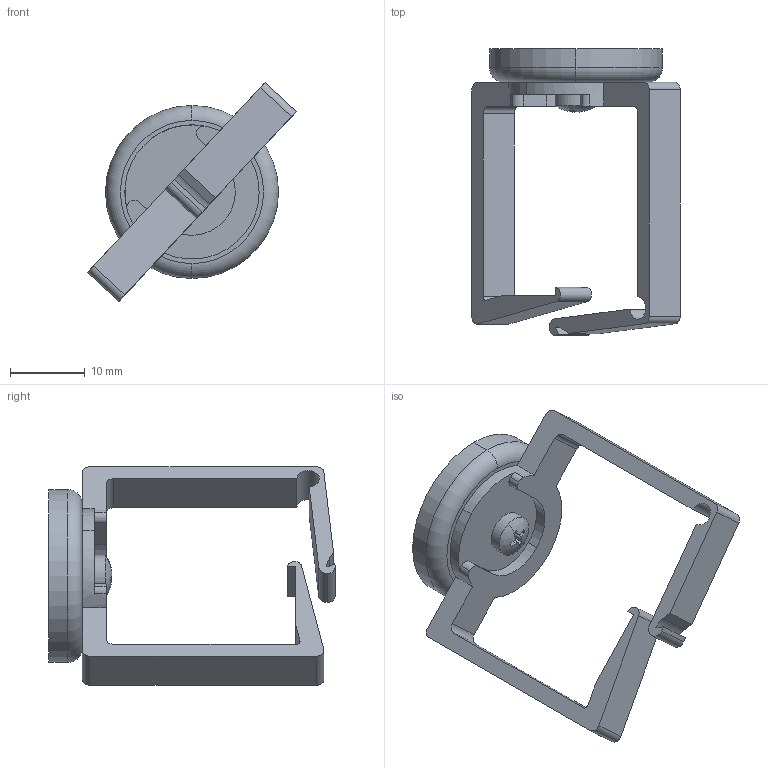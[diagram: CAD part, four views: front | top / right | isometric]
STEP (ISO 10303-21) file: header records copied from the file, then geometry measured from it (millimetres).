
FILE_DESCRIPTION (( 'STEP AP203' ), '1' );
FILE_NAME ('WCH125-MAG26.STEP', '2024-11-28T05:26:47', ( '' ), ( '' ), 'SwSTEP 2.0', 'SolidWorks 2021', '' );
FILE_SCHEMA (( 'CONFIG_CONTROL_DESIGN' ));
Length unit declared in the file: millimetre
Products named in the file (8): 000.102.T01.01.A2-窪遠欬沺璃.STEP; hex nuts, style 1-grades ab gb_GB_FASTENER_NUT_SNAB1 M3-N; 000.102.T01.03.A0-垫圈.STEP; WCH125-MAG26; 000.102.T01.02.A0-窪遠欬棠沺.STEP; WCH125; WMAG26.STEP; cross recessed pan head screws gb_GB_CROSS_SCREWS_TYPE1 M3X5-5  H type-N
Assembly tree (7 placements, depth 3):
  WCH125-MAG26
    WMAG26.STEP
      000.102.T01.01.A2-窪遠欬沺璃.STEP
      000.102.T01.03.A0-垫圈.STEP
      000.102.T01.02.A0-窪遠欬棠沺.STEP
    cross recessed pan head screws gb_GB_CROSS_SCREWS_TYPE1 M3X5-5  H type-N
    hex nuts, style 1-grades ab gb_GB_FASTENER_NUT_SNAB1 M3-N
    WCH125
Bounding box: 27.93 x 38.41 x 29.31 mm (x, y, z)
Volume: 3637.9 mm3; surface area: 5021.4 mm2
Topology: 6 solids, 6 shells, 121 faces, 301 edges, 194 vertices
Faces by surface type: plane 52, cylinder 47, cone 12, torus 8, sphere 2
Entity records: 4587 total; most frequent: CARTESIAN_POINT 763, DIRECTION 679, ORIENTED_EDGE 602, EDGE_CURVE 301, AXIS2_PLACEMENT_3D 270, VERTEX_POINT 194, VECTOR 139, LINE 139
